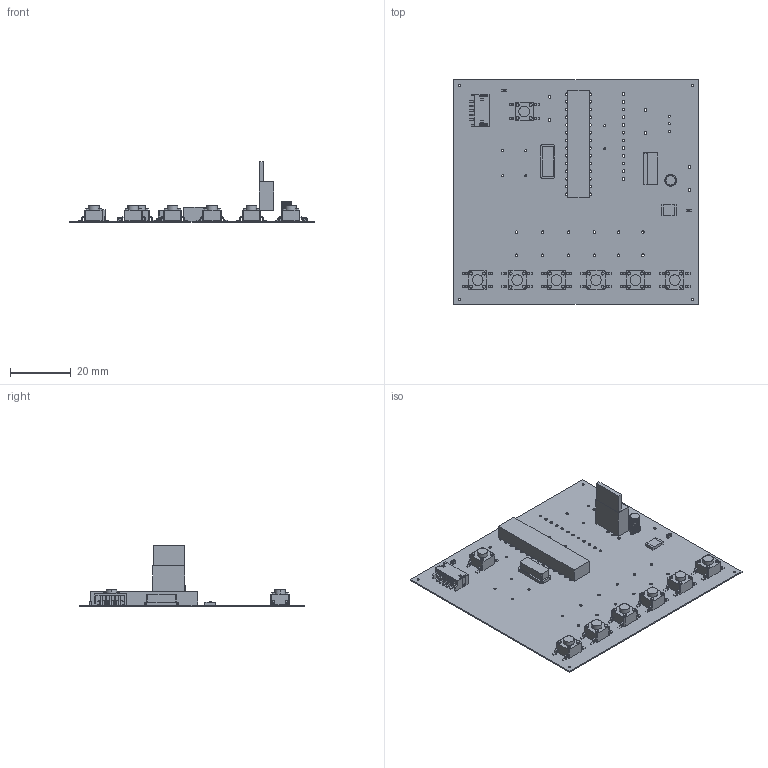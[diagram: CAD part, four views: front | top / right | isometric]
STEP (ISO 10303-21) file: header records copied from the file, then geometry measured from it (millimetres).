
FILE_DESCRIPTION(('Open CASCADE Model'),'2;1');
FILE_NAME('Open CASCADE Shape Model','2021-05-27T22:24:44',('Author'),( 'Open CASCADE'),'Open CASCADE STEP processor 6.8','Open CASCADE 6.8' ,'Unknown');
FILE_SCHEMA(('AUTOMOTIVE_DESIGN { 1 0 10303 214 1 1 1 1 }'));
Length unit declared in the file: millimetre
Products named in the file (47): PCB; Board; Open CASCADE STEP translator 6.8 1.1.1; DS1; 5911042368; Extruded; 5911042288; 5911040528; SW4; c-4-1437565-2-s-3d; SW5; Y1; 5911041808; 5911041728; U2; 5911041648; 5911041408; U1; 5911042208; SW7; SW6; SW3; SW2; SW1; P2; 648105131822; 6481xx131822_PIN; 6481xx131822_PATTE; C6; Cap_TDK_CGA3E3X7R1E334K080AB_eec; 1; 2; TDK_Logo; C5; C4; 5911043008; 5911042768
Assembly tree (59 placements, depth 4):
  PCB
    Board
      Open CASCADE STEP translator 6.8 1.1.1
    DS1
      5911042368
        Extruded
      5911042288
        Extruded
      5911040528
        Extruded
    SW4
      c-4-1437565-2-s-3d
    SW5
      c-4-1437565-2-s-3d
    Y1
      5911041808
        Extruded
      5911041728
        Extruded
    U2
      5911041648
        Extruded
      5911041408
        Extruded
    U1
      5911042208
        Extruded
    SW7
      c-4-1437565-2-s-3d
    SW6
      c-4-1437565-2-s-3d
    SW3
      c-4-1437565-2-s-3d
    SW2
      c-4-1437565-2-s-3d
    SW1
      c-4-1437565-2-s-3d
    P2
      648105131822
        648105131822
        6481xx131822_PIN  x5
        6481xx131822_PATTE  x2
    C6
      Cap_TDK_CGA3E3X7R1E334K080AB_eec
        1
        2
        TDK_Logo
    C5
      Cap_TDK_CGA3E3X7R1E334K080AB_eec
        1
        2
        TDK_Logo
    C4
      5911043008
        Extruded
      5911042768  x2
        Extruded
Bounding box: 80.64 x 74.17 x 20.11 mm (x, y, z)
Volume: 5504.4 mm3; surface area: 15913.1 mm2
Topology: 55 solids, 55 shells, 1492 faces, 3833 edges, 2489 vertices
Faces by surface type: plane 985, cylinder 424, bspline 41, sphere 32, torus 10
Full cylindrical faces by diameter (mm): 0.5 x5, 0.7 x11, 0.762 x4, 0.85 x18, 0.9 x42, 1.1 x3
Entity records: 25981 total; most frequent: CARTESIAN_POINT 4616, ORIENTED_EDGE 3926, DIRECTION 3862, EDGE_CURVE 1963, LINE 1586, VECTOR 1586, VERTEX_POINT 1281, AXIS2_PLACEMENT_3D 1138
